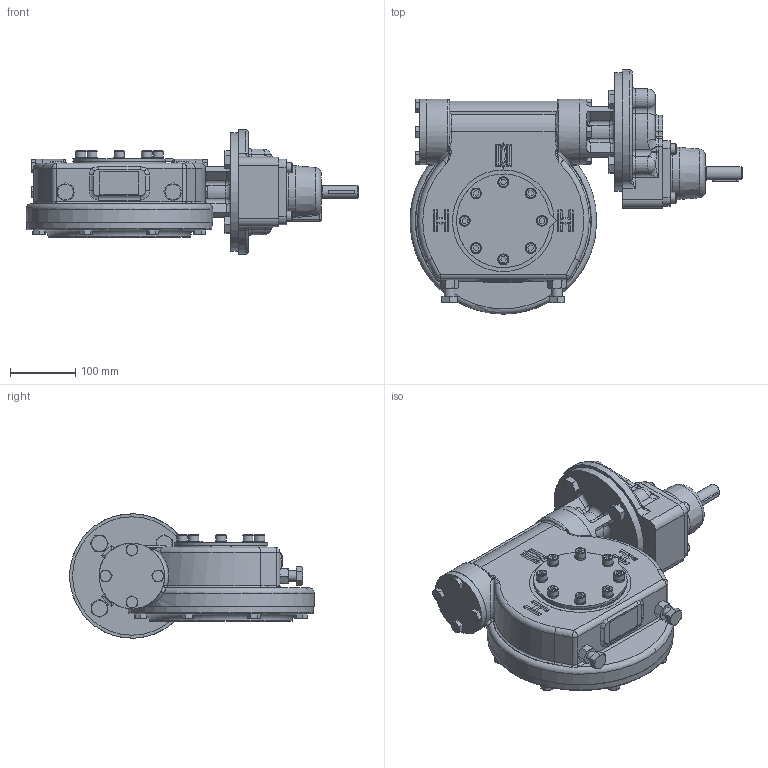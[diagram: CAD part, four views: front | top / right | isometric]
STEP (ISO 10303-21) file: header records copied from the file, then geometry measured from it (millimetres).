
FILE_DESCRIPTION(/* description */ ('Unknown'),/* implementation_level */ '2;1');
FILE_NAME(/* name */ 'PUB-IW5FBIRS-MAN-F14',/* time_stamp */ '2016-06-28T08:54:59+01:00',/* author */ ('Unknown'),/* organization */ ('Unknown'),/* preprocessor_version */ 'ST-DEVELOPER v16',/* originating_system */ 'DEX',/* authorisation */ $);
FILE_SCHEMA (('AP242_MANAGED_MODEL_BASED_3D_ENGINEERING_MIM_LF { 1 0 10303 442 1 1 4 }','AUTOMOTIVE_DESIGN {1 0 10303 214 3 1 1}'));
Products named in the file (1): PUB-IW5FBIRS-MAN-F14
Bounding box: 506.95 x 373.07 x 189.82 mm (x, y, z)
Surface area: 515059.1 mm2 (no closed solid volume)
Topology: 0 solids, 67 shells, 957 faces, 2500 edges, 1591 vertices
Faces by surface type: plane 391, cone 176, cylinder 170, bspline 142, torus 68, sphere 10
Full cylindrical faces by diameter (mm): 13.835 x4, 16 x14, 16.6 x8, 20 x1, 30 x1, 100 x5, 140 x1, 181 x1
Entity records: 46135 total; most frequent: CARTESIAN_POINT 23499, ORIENTED_EDGE 4293, DIRECTION 4160, EDGE_CURVE 2368, AXIS2_PLACEMENT_3D 1621, VERTEX_POINT 1567, EDGE_LOOP 1160, FACE_BOUND 1160
